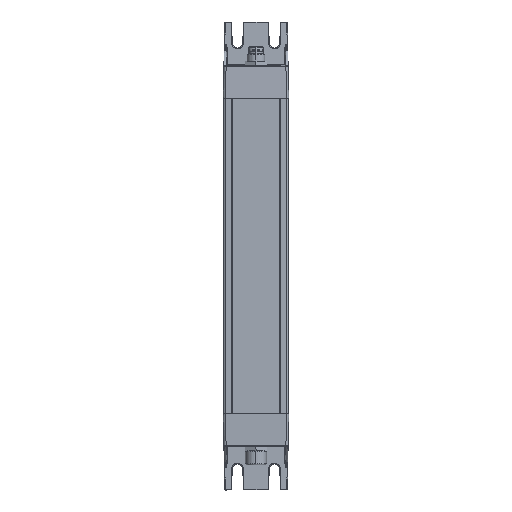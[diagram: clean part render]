
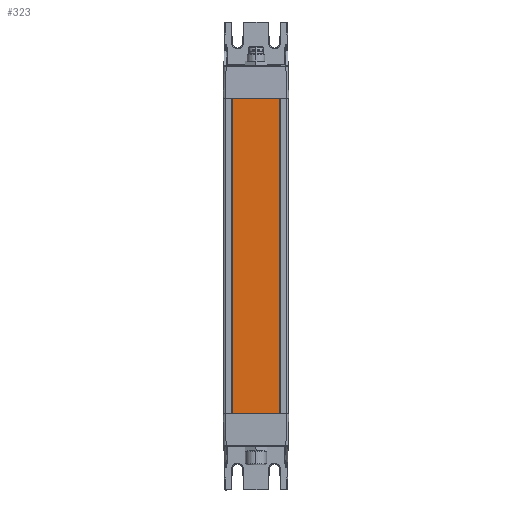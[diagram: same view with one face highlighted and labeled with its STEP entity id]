
A CAD part, top view. The second image highlights one B-rep face of the part: STEP entity #323.
In plain terms, the highlighted planar face has unit normal (0, 0, 1).
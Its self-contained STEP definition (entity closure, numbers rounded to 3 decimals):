
#296=AXIS2_PLACEMENT_3D('Plane Axis2P3D',#293,#294,#295) ;
#271=CARTESIAN_POINT('Vertex',(27.5,180.,15.8)) ;
#274=CARTESIAN_POINT('Line Origine',(27.5,107.5,15.8)) ;
#278=CARTESIAN_POINT('Vertex',(27.5,35.,15.8)) ;
#293=CARTESIAN_POINT('Axis2P3D Location',(27.5,187.5,15.8)) ;
#298=CARTESIAN_POINT('Line Origine',(14.751,180.,15.8)) ;
#302=CARTESIAN_POINT('Vertex',(2.002,180.,15.8)) ;
#305=CARTESIAN_POINT('Line Origine',(2.002,107.5,15.8)) ;
#309=CARTESIAN_POINT('Vertex',(2.002,35.,15.8)) ;
#312=CARTESIAN_POINT('Line Origine',(14.751,35.,15.8)) ;
#275=DIRECTION('Vector Direction',(0.,-1.,0.)) ;
#294=DIRECTION('Axis2P3D Direction',(0.,0.,1.)) ;
#295=DIRECTION('Axis2P3D XDirection',(-1.,0.,0.)) ;
#299=DIRECTION('Vector Direction',(1.,0.,0.)) ;
#306=DIRECTION('Vector Direction',(0.,1.,0.)) ;
#313=DIRECTION('Vector Direction',(-1.,0.,0.)) ;
#276=VECTOR('Line Direction',#275,1.) ;
#300=VECTOR('Line Direction',#299,1.) ;
#307=VECTOR('Line Direction',#306,1.) ;
#314=VECTOR('Line Direction',#313,1.) ;
#318=ORIENTED_EDGE('',*,*,#304,.F.) ;
#319=ORIENTED_EDGE('',*,*,#311,.F.) ;
#320=ORIENTED_EDGE('',*,*,#316,.F.) ;
#321=ORIENTED_EDGE('',*,*,#280,.F.) ;
#323=ADVANCED_FACE('Hauptkoerper',(#322),#297,.T.) ;
#280=EDGE_CURVE('',#272,#279,#277,.T.) ;
#304=EDGE_CURVE('',#303,#272,#301,.T.) ;
#311=EDGE_CURVE('',#310,#303,#308,.T.) ;
#316=EDGE_CURVE('',#279,#310,#315,.T.) ;
#317=EDGE_LOOP('',(#318,#319,#320,#321)) ;
#322=FACE_OUTER_BOUND('',#317,.T.) ;
#277=LINE('Line',#274,#276) ;
#301=LINE('Line',#298,#300) ;
#308=LINE('Line',#305,#307) ;
#315=LINE('Line',#312,#314) ;
#297=PLANE('',#296) ;
#272=VERTEX_POINT('',#271) ;
#279=VERTEX_POINT('',#278) ;
#303=VERTEX_POINT('',#302) ;
#310=VERTEX_POINT('',#309) ;
